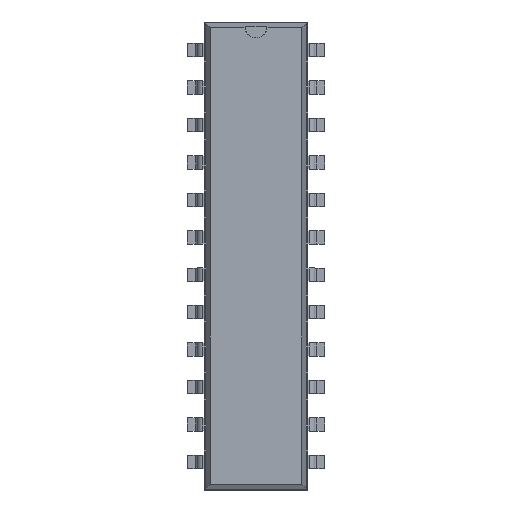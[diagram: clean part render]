
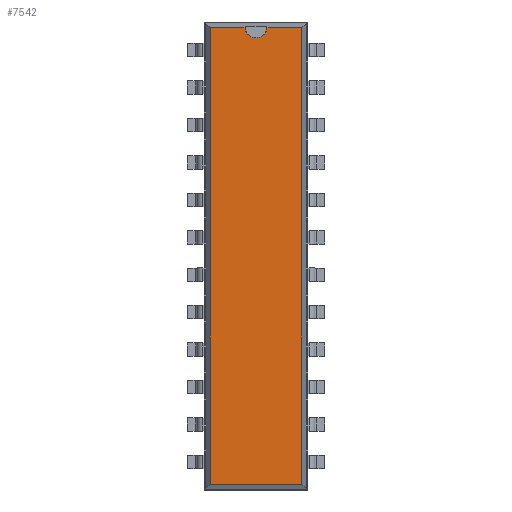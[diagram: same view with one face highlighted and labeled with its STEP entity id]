
A CAD part, top view. The second image highlights one B-rep face of the part: STEP entity #7542.
In plain terms, the highlighted planar face has unit normal (0, 0, 1).
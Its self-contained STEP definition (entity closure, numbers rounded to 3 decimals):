
#26=VECTOR('',#27,1.);
#27=DIRECTION('',(0.,1.,0.));
#33=VECTOR('',#34,1.);
#34=DIRECTION('',(-1.,0.,0.));
#40=VECTOR('',#41,1.);
#41=DIRECTION('',(0.,-1.,0.));
#45=VECTOR('',#46,1.);
#46=DIRECTION('',(1.,0.,0.));
#49=DIRECTION('',(0.,0.,-1.));
#1426=DIRECTION('',(0.,0.,-1.));
#5058=VERTEX_POINT('',#5059);
#5059=CARTESIAN_POINT('',(3.101,15.476,3.68));
#5061=ORIENTED_EDGE('',*,*,#5062,.F.);
#5062=EDGE_CURVE('',#5063,#5058,#5065,.T.);
#5063=VERTEX_POINT('',#5064);
#5064=CARTESIAN_POINT('',(3.101,-15.476,3.68));
#5065=LINE('',#5064,#26);
#6262=VERTEX_POINT('',#6263);
#6263=CARTESIAN_POINT('',(-3.101,15.476,3.68));
#6265=ORIENTED_EDGE('',*,*,#6266,.F.);
#6266=EDGE_CURVE('',#6267,#6262,#6269,.T.);
#6267=VERTEX_POINT('',#6268);
#6268=CARTESIAN_POINT('',(-0.746,15.476,3.68));
#6269=LINE('',#5059,#33);
#6288=VERTEX_POINT('',#6289);
#6289=CARTESIAN_POINT('',(0.746,15.476,3.68));
#6295=ORIENTED_EDGE('',*,*,#6296,.F.);
#6296=EDGE_CURVE('',#5058,#6288,#6269,.T.);
#6340=VERTEX_POINT('',#6341);
#6341=CARTESIAN_POINT('',(-3.101,-15.476,3.68));
#6343=ORIENTED_EDGE('',*,*,#6344,.F.);
#6344=EDGE_CURVE('',#6262,#6340,#6345,.T.);
#6345=LINE('',#6263,#40);
#7537=ORIENTED_EDGE('',*,*,#7538,.F.);
#7538=EDGE_CURVE('',#6340,#5063,#7539,.T.);
#7539=LINE('',#6341,#45);
#7542=ADVANCED_FACE('',(#7543),#7554,.F.);
#7543=FACE_BOUND('',#7544,.F.);
#7544=EDGE_LOOP('',(#5061,#7537,#6343,#6265,#7545,#7552,#6295));
#7545=ORIENTED_EDGE('',*,*,#7546,.F.);
#7546=EDGE_CURVE('',#7547,#6267,#7549,.T.);
#7547=VERTEX_POINT('',#7548);
#7548=CARTESIAN_POINT('',(0.,14.801,3.68));
#7549=CIRCLE('',#7550,0.75);
#7550=AXIS2_PLACEMENT_3D('',#7551,#1426,#41);
#7551=CARTESIAN_POINT('',(0.,15.551,3.68));
#7552=ORIENTED_EDGE('',*,*,#7553,.F.);
#7553=EDGE_CURVE('',#6288,#7547,#7549,.T.);
#7554=PLANE('',#7555);
#7555=AXIS2_PLACEMENT_3D('',#5064,#49,#7556);
#7556=DIRECTION('',(-0.196,0.981,0.));
